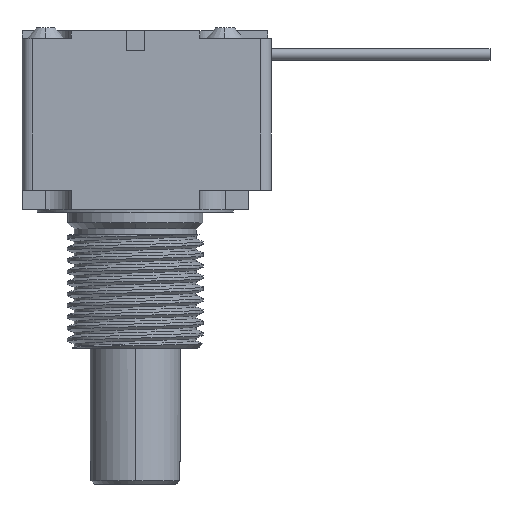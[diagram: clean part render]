
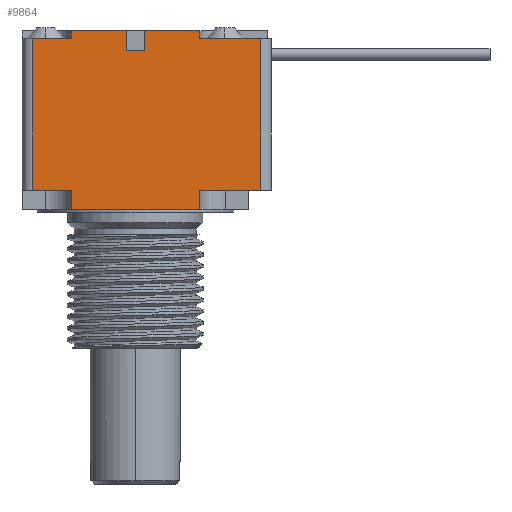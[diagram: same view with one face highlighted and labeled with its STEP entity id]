
A CAD part, left-side view. The second image highlights one B-rep face of the part: STEP entity #9864.
In plain terms, the highlighted planar face has unit normal (-1, 0, 0).
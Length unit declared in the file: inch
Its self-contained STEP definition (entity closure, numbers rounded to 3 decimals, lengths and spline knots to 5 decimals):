
#1686=DIRECTION('',(0.,0.,1.));
#1687=VECTOR('',#1686,0.418);
#1688=CARTESIAN_POINT('',(-0.3125,-0.345,0.06));
#1689=LINE('',#1688,#1687);
#1704=DIRECTION('',(0.,-1.,0.));
#1705=VECTOR('',#1704,0.105);
#1706=CARTESIAN_POINT('',(-0.3125,0.282,0.478));
#1707=LINE('',#1706,#1705);
#1708=DIRECTION('',(0.,0.,-1.));
#1709=VECTOR('',#1708,0.022);
#1710=CARTESIAN_POINT('',(-0.3125,0.177,0.5));
#1711=LINE('',#1710,#1709);
#1712=DIRECTION('',(0.,-1.,0.));
#1713=VECTOR('',#1712,0.152);
#1714=CARTESIAN_POINT('',(-0.3125,0.177,0.5));
#1715=LINE('',#1714,#1713);
#1716=DIRECTION('',(0.,0.,-1.));
#1717=VECTOR('',#1716,0.056);
#1718=CARTESIAN_POINT('',(-0.3125,0.025,0.5));
#1719=LINE('',#1718,#1717);
#1720=DIRECTION('',(0.,-1.,0.));
#1721=VECTOR('',#1720,0.05);
#1722=CARTESIAN_POINT('',(-0.3125,0.025,0.444));
#1723=LINE('',#1722,#1721);
#1724=DIRECTION('',(0.,0.,-1.));
#1725=VECTOR('',#1724,0.056);
#1726=CARTESIAN_POINT('',(-0.3125,-0.025,0.5));
#1727=LINE('',#1726,#1725);
#1728=DIRECTION('',(0.,-1.,0.));
#1729=VECTOR('',#1728,0.152);
#1730=CARTESIAN_POINT('',(-0.3125,-0.025,0.5));
#1731=LINE('',#1730,#1729);
#1732=DIRECTION('',(0.,0.,-1.));
#1733=VECTOR('',#1732,0.022);
#1734=CARTESIAN_POINT('',(-0.3125,-0.177,0.5));
#1735=LINE('',#1734,#1733);
#1736=DIRECTION('',(0.,-1.,0.));
#1737=VECTOR('',#1736,0.168);
#1738=CARTESIAN_POINT('',(-0.3125,-0.177,0.478));
#1739=LINE('',#1738,#1737);
#1740=DIRECTION('',(0.,-1.,0.));
#1741=VECTOR('',#1740,0.167);
#1742=CARTESIAN_POINT('',(-0.3125,-0.178,0.06));
#1743=LINE('',#1742,#1741);
#1744=DIRECTION('',(0.,0.,1.));
#1745=VECTOR('',#1744,0.053);
#1746=CARTESIAN_POINT('',(-0.3125,-0.178,0.007));
#1747=LINE('',#1746,#1745);
#1748=DIRECTION('',(0.,-1.,0.));
#1749=VECTOR('',#1748,0.355);
#1750=CARTESIAN_POINT('',(-0.3125,0.177,0.007));
#1751=LINE('',#1750,#1749);
#1752=DIRECTION('',(0.,0.,1.));
#1753=VECTOR('',#1752,0.053);
#1754=CARTESIAN_POINT('',(-0.3125,0.177,0.007));
#1755=LINE('',#1754,#1753);
#1756=DIRECTION('',(0.,-1.,0.));
#1757=VECTOR('',#1756,0.105);
#1758=CARTESIAN_POINT('',(-0.3125,0.282,0.06));
#1759=LINE('',#1758,#1757);
#1769=DIRECTION('',(0.,0.,-1.));
#1770=VECTOR('',#1769,0.418);
#1771=CARTESIAN_POINT('',(-0.3125,0.282,0.478));
#1772=LINE('',#1771,#1770);
#6747=CARTESIAN_POINT('',(-0.3125,0.177,0.06));
#6748=VERTEX_POINT('',#6747);
#6787=CARTESIAN_POINT('',(-0.3125,-0.178,0.06));
#6788=VERTEX_POINT('',#6787);
#6789=CARTESIAN_POINT('',(-0.3125,0.177,0.007));
#6790=CARTESIAN_POINT('',(-0.3125,-0.178,0.007));
#6791=VERTEX_POINT('',#6789);
#6792=VERTEX_POINT('',#6790);
#6833=CARTESIAN_POINT('',(-0.3125,0.282,0.06));
#6835=VERTEX_POINT('',#6833);
#6838=CARTESIAN_POINT('',(-0.3125,-0.345,0.06));
#6840=VERTEX_POINT('',#6838);
#7060=CARTESIAN_POINT('',(-0.3125,0.177,0.5));
#7062=VERTEX_POINT('',#7060);
#7084=CARTESIAN_POINT('',(-0.3125,-0.177,0.5));
#7085=VERTEX_POINT('',#7084);
#7104=CARTESIAN_POINT('',(-0.3125,0.282,0.478));
#7105=CARTESIAN_POINT('',(-0.3125,0.177,0.478));
#7106=VERTEX_POINT('',#7104);
#7107=VERTEX_POINT('',#7105);
#7108=CARTESIAN_POINT('',(-0.3125,-0.177,0.478));
#7109=CARTESIAN_POINT('',(-0.3125,-0.345,0.478));
#7110=VERTEX_POINT('',#7108);
#7111=VERTEX_POINT('',#7109);
#7340=CARTESIAN_POINT('',(-0.3125,-0.025,0.5));
#7342=VERTEX_POINT('',#7340);
#7346=CARTESIAN_POINT('',(-0.3125,0.025,0.5));
#7347=VERTEX_POINT('',#7346);
#7356=CARTESIAN_POINT('',(-0.3125,0.025,0.444));
#7357=CARTESIAN_POINT('',(-0.3125,-0.025,0.444));
#7358=VERTEX_POINT('',#7356);
#7359=VERTEX_POINT('',#7357);
#9828=CARTESIAN_POINT('',(-0.3125,0.312,0.));
#9829=DIRECTION('',(-1.,0.,0.));
#9830=DIRECTION('',(0.,-1.,0.));
#9831=AXIS2_PLACEMENT_3D('',#9828,#9829,#9830);
#9832=PLANE('',#9831);
#9834=ORIENTED_EDGE('',*,*,#9833,.F.);
#9836=ORIENTED_EDGE('',*,*,#9835,.T.);
#9838=ORIENTED_EDGE('',*,*,#9837,.F.);
#9839=ORIENTED_EDGE('',*,*,#8409,.T.);
#9841=ORIENTED_EDGE('',*,*,#9840,.T.);
#9843=ORIENTED_EDGE('',*,*,#9842,.T.);
#9845=ORIENTED_EDGE('',*,*,#9844,.F.);
#9846=ORIENTED_EDGE('',*,*,#8401,.T.);
#9848=ORIENTED_EDGE('',*,*,#9847,.T.);
#9850=ORIENTED_EDGE('',*,*,#9849,.T.);
#9851=ORIENTED_EDGE('',*,*,#9818,.F.);
#9853=ORIENTED_EDGE('',*,*,#9852,.F.);
#9855=ORIENTED_EDGE('',*,*,#9854,.F.);
#9857=ORIENTED_EDGE('',*,*,#9856,.F.);
#9859=ORIENTED_EDGE('',*,*,#9858,.T.);
#9861=ORIENTED_EDGE('',*,*,#9860,.F.);
#9862=EDGE_LOOP('',(#9834,#9836,#9838,#9839,#9841,#9843,#9845,#9846,#9848,#9850,
#9851,#9853,#9855,#9857,#9859,#9861));
#9863=FACE_OUTER_BOUND('',#9862,.F.);
#9864=ADVANCED_FACE('',(#9863),#9832,.T.);
#8401=EDGE_CURVE('',#7342,#7085,#1731,.T.);
#8409=EDGE_CURVE('',#7062,#7347,#1715,.T.);
#9818=EDGE_CURVE('',#6840,#7111,#1689,.T.);
#9833=EDGE_CURVE('',#7106,#6835,#1772,.T.);
#9835=EDGE_CURVE('',#7106,#7107,#1707,.T.);
#9837=EDGE_CURVE('',#7062,#7107,#1711,.T.);
#9840=EDGE_CURVE('',#7347,#7358,#1719,.T.);
#9842=EDGE_CURVE('',#7358,#7359,#1723,.T.);
#9844=EDGE_CURVE('',#7342,#7359,#1727,.T.);
#9847=EDGE_CURVE('',#7085,#7110,#1735,.T.);
#9849=EDGE_CURVE('',#7110,#7111,#1739,.T.);
#9852=EDGE_CURVE('',#6788,#6840,#1743,.T.);
#9854=EDGE_CURVE('',#6792,#6788,#1747,.T.);
#9856=EDGE_CURVE('',#6791,#6792,#1751,.T.);
#9858=EDGE_CURVE('',#6791,#6748,#1755,.T.);
#9860=EDGE_CURVE('',#6835,#6748,#1759,.T.);
